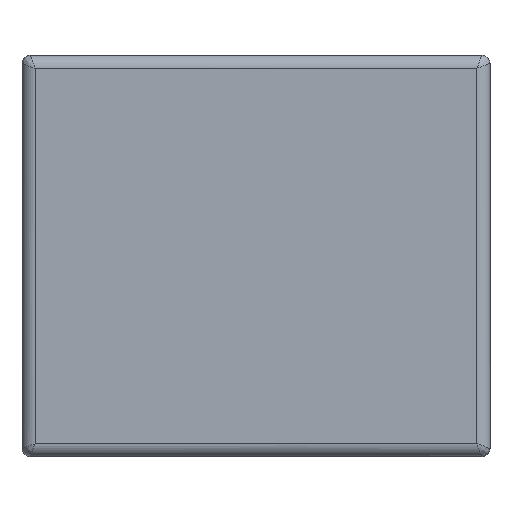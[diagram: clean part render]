
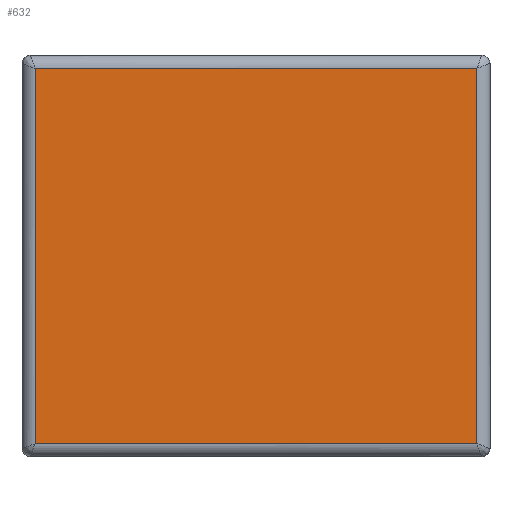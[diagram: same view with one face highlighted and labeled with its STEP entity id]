
A CAD part, left-side view. The second image highlights one B-rep face of the part: STEP entity #632.
In plain terms, the highlighted planar face has unit normal (-1, 0, 0).
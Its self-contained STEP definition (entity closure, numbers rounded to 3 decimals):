
#53 = LINE ( 'NONE', #2350, #1429 ) ;
#60 = DIRECTION ( 'NONE',  ( 0., 0., 1. ) ) ;
#133 = VECTOR ( 'NONE', #60, 1000. ) ;
#135 = DIRECTION ( 'NONE',  ( 0., 0., -1. ) ) ;
#272 = EDGE_CURVE ( 'NONE', #908, #841, #280, .T. ) ;
#280 = LINE ( 'NONE', #1534, #1270 ) ;
#285 = LINE ( 'NONE', #1898, #133 ) ;
#390 = ORIENTED_EDGE ( 'NONE', *, *, #1578, .T. ) ;
#499 = EDGE_LOOP ( 'NONE', ( #390, #1884, #1765, #1218 ) ) ;
#506 = CARTESIAN_POINT ( 'NONE',  ( -2.875, -1.41, 2.42 ) ) ;
#527 = CARTESIAN_POINT ( 'NONE',  ( -2.875, 1.33, 2.42 ) ) ;
#632 = ADVANCED_FACE ( 'NONE', ( #2273 ), #2242, .F. ) ;
#656 = DIRECTION ( 'NONE',  ( 1., 0., 0. ) ) ;
#688 = VECTOR ( 'NONE', #135, 1000. ) ;
#841 = VERTEX_POINT ( 'NONE', #1281 ) ;
#867 = CARTESIAN_POINT ( 'NONE',  ( -2.875, 1.33, 0.08 ) ) ;
#908 = VERTEX_POINT ( 'NONE', #867 ) ;
#937 = CARTESIAN_POINT ( 'NONE',  ( -2.875, 1.33, 2.34 ) ) ;
#1050 = CARTESIAN_POINT ( 'NONE',  ( -2.875, -1.33, 2.34 ) ) ;
#1117 = VERTEX_POINT ( 'NONE', #1050 ) ;
#1218 = ORIENTED_EDGE ( 'NONE', *, *, #1878, .T. ) ;
#1270 = VECTOR ( 'NONE', #2592, 1000. ) ;
#1281 = CARTESIAN_POINT ( 'NONE',  ( -2.875, -1.33, 0.08 ) ) ;
#1408 = EDGE_CURVE ( 'NONE', #841, #1117, #285, .T. ) ;
#1429 = VECTOR ( 'NONE', #2335, 1000. ) ;
#1534 = CARTESIAN_POINT ( 'NONE',  ( -2.875, 0., 0.08 ) ) ;
#1578 = EDGE_CURVE ( 'NONE', #2697, #908, #1770, .T. ) ;
#1765 = ORIENTED_EDGE ( 'NONE', *, *, #1408, .T. ) ;
#1770 = LINE ( 'NONE', #527, #688 ) ;
#1819 = AXIS2_PLACEMENT_3D ( 'NONE', #506, #656, #2138 ) ;
#1878 = EDGE_CURVE ( 'NONE', #1117, #2697, #53, .T. ) ;
#1884 = ORIENTED_EDGE ( 'NONE', *, *, #272, .T. ) ;
#1898 = CARTESIAN_POINT ( 'NONE',  ( -2.875, -1.33, 2.42 ) ) ;
#2138 = DIRECTION ( 'NONE',  ( 0., 0., -1. ) ) ;
#2242 = PLANE ( 'NONE',  #1819 ) ;
#2273 = FACE_OUTER_BOUND ( 'NONE', #499, .T. ) ;
#2335 = DIRECTION ( 'NONE',  ( 0., 1., 0. ) ) ;
#2350 = CARTESIAN_POINT ( 'NONE',  ( -2.875, -1.41, 2.34 ) ) ;
#2592 = DIRECTION ( 'NONE',  ( 0., -1., 0. ) ) ;
#2697 = VERTEX_POINT ( 'NONE', #937 ) ;
